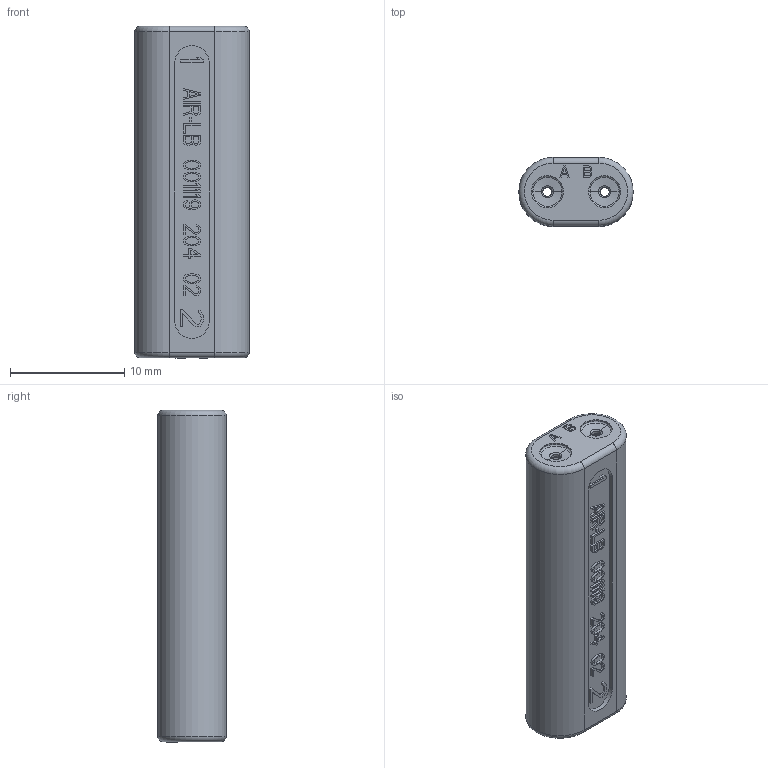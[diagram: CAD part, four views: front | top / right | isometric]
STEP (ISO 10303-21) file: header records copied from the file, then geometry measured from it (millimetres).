
FILE_DESCRIPTION((''),'2;1');
FILE_NAME('00111920402','2019-11-04T',('presta_be4'),(''),'CREO PARAMETRIC BY PTC INC, 2018360','CREO PARAMETRIC BY PTC INC, 2018360','');
FILE_SCHEMA(('CONFIG_CONTROL_DESIGN'));
Length unit declared in the file: millimetre
Products named in the file (1): 00111920402
Bounding box: 10 x 6 x 29.04 mm (x, y, z)
Volume: 898.2 mm3; surface area: 1645.6 mm2
Topology: 1 solids, 1 shells, 790 faces, 2060 edges, 1320 vertices
Faces by surface type: plane 606, torus 80, cylinder 72, cone 32
Entity records: 23818 total; most frequent: CARTESIAN_POINT 4170, ORIENTED_EDGE 4120, DIRECTION 3928, EDGE_CURVE 2060, VECTOR 1772, LINE 1772, VERTEX_POINT 1320, AXIS2_PLACEMENT_3D 1078
